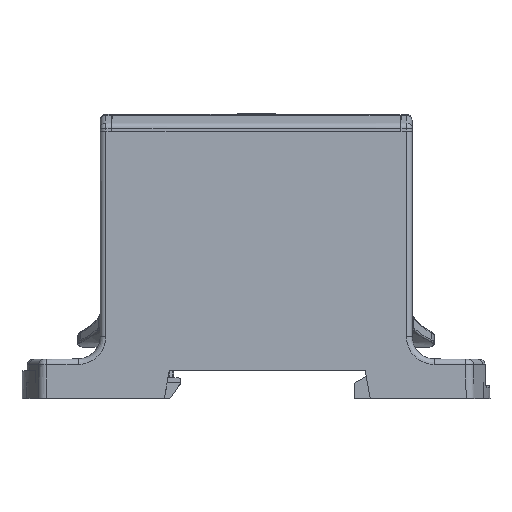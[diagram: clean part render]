
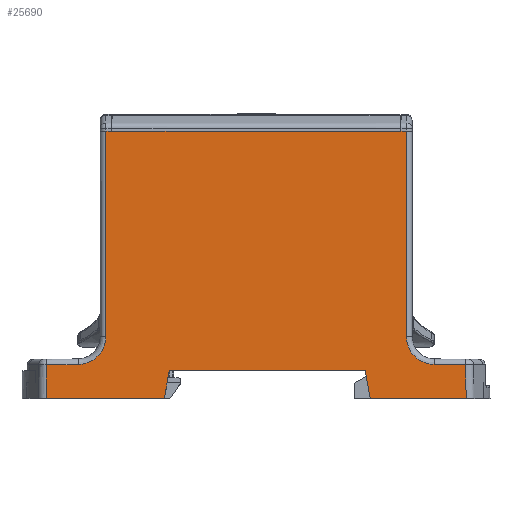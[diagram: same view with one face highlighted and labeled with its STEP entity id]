
A CAD part, top view. The second image highlights one B-rep face of the part: STEP entity #25690.
In plain terms, the highlighted planar face has unit normal (0, 0.009, 1).
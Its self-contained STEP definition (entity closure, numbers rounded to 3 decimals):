
#823=B_SPLINE_CURVE_WITH_KNOTS('',3,(#49120,#49121,#49122,#49123,#49124,
#49125,#49126,#49127),.UNSPECIFIED.,.F.,.F.,(4,1,1,1,1,4),(-1.571,
-1.348,-0.991,-0.705,-0.419,
-0.009),.UNSPECIFIED.);
#824=B_SPLINE_CURVE_WITH_KNOTS('',3,(#49186,#49187,#49188,#49189,#49190,
#49191,#49192,#49193),.UNSPECIFIED.,.F.,.F.,(4,1,1,1,1,4),(0.009,
0.232,0.589,0.875,1.16,1.571),
 .UNSPECIFIED.);
#1782=PLANE('',#27095);
#3055=FACE_OUTER_BOUND('',#4375,.T.);
#4375=EDGE_LOOP('',(#22993,#22994,#22995,#22996,#22997,#22998,#22999,#23000,
#23001,#23002,#23003,#23004,#23005,#23006,#23007,#23008,#23009,#23010,#23011,
#23012,#23013));
#4454=LINE('',#33028,#7340);
#4492=LINE('',#33113,#7378);
#4523=LINE('',#33192,#7409);
#7211=LINE('',#49077,#10097);
#7212=LINE('',#49129,#10098);
#7213=LINE('',#49132,#10099);
#7215=LINE('',#49137,#10101);
#7217=LINE('',#49140,#10103);
#7218=LINE('',#49143,#10104);
#7219=LINE('',#49196,#10105);
#7220=LINE('',#49199,#10106);
#7221=LINE('',#49200,#10107);
#7222=LINE('',#49202,#10108);
#7223=LINE('',#49204,#10109);
#7225=LINE('',#49208,#10111);
#7226=LINE('',#49209,#10112);
#7228=LINE('',#49212,#10114);
#7260=LINE('',#49278,#10146);
#7261=LINE('',#49280,#10147);
#7340=VECTOR('',#27286,0.1);
#7378=VECTOR('',#27358,21.231);
#7409=VECTOR('',#27421,35.2);
#10097=VECTOR('',#32655,36.905);
#10098=VECTOR('',#32660,5.666);
#10099=VECTOR('',#32663,6.048);
#10101=VECTOR('',#32669,17.231);
#10103=VECTOR('',#32673,4.062);
#10104=VECTOR('',#32676,5.664);
#10105=VECTOR('',#32683,36.905);
#10106=VECTOR('',#32686,0.01);
#10107=VECTOR('',#32687,1.);
#10108=VECTOR('',#32690,51.8);
#10109=VECTOR('',#32693,0.1);
#10111=VECTOR('',#32697,0.01);
#10112=VECTOR('',#32698,1.);
#10114=VECTOR('',#32702,1.015);
#10146=VECTOR('',#32778,6.048);
#10147=VECTOR('',#32781,5.077);
#10256=VERTEX_POINT('',#32907);
#10296=VERTEX_POINT('',#33025);
#10297=VERTEX_POINT('',#33027);
#10326=VERTEX_POINT('',#33110);
#10327=VERTEX_POINT('',#33112);
#10358=VERTEX_POINT('',#33189);
#10359=VERTEX_POINT('',#33191);
#12429=VERTEX_POINT('',#48616);
#12444=VERTEX_POINT('',#48696);
#12447=VERTEX_POINT('',#48712);
#12449=VERTEX_POINT('',#48720);
#12450=VERTEX_POINT('',#48724);
#12475=VERTEX_POINT('',#49063);
#12476=VERTEX_POINT('',#49075);
#12477=VERTEX_POINT('',#49118);
#12478=VERTEX_POINT('',#49131);
#12479=VERTEX_POINT('',#49136);
#12480=VERTEX_POINT('',#49142);
#12481=VERTEX_POINT('',#49185);
#12482=VERTEX_POINT('',#49198);
#12483=VERTEX_POINT('',#49207);
#12603=EDGE_CURVE('',#10297,#10296,#4454,.T.);
#12645=EDGE_CURVE('',#10326,#10327,#4492,.T.);
#12684=EDGE_CURVE('',#10358,#10359,#4523,.T.);
#15949=EDGE_CURVE('',#12449,#12476,#7211,.T.);
#15951=EDGE_CURVE('',#12476,#12477,#823,.T.);
#15952=EDGE_CURVE('',#12429,#12477,#7212,.T.);
#15953=EDGE_CURVE('',#12478,#12429,#7213,.T.);
#15956=EDGE_CURVE('',#12478,#12479,#7215,.T.);
#15958=EDGE_CURVE('',#12450,#12479,#7217,.T.);
#15959=EDGE_CURVE('',#12480,#12475,#7218,.T.);
#15961=EDGE_CURVE('',#12481,#12480,#824,.T.);
#15963=EDGE_CURVE('',#12481,#12444,#7219,.T.);
#15964=EDGE_CURVE('',#10296,#12482,#7220,.T.);
#15965=EDGE_CURVE('',#12482,#12444,#7221,.T.);
#15966=EDGE_CURVE('',#10297,#10256,#7222,.T.);
#15967=EDGE_CURVE('',#12447,#10256,#7223,.T.);
#15969=EDGE_CURVE('',#12447,#12483,#7225,.T.);
#15970=EDGE_CURVE('',#12449,#12483,#7226,.T.);
#15972=EDGE_CURVE('',#10358,#12450,#7228,.T.);
#16006=EDGE_CURVE('',#12475,#10327,#7260,.T.);
#16007=EDGE_CURVE('',#10326,#10359,#7261,.T.);
#22993=ORIENTED_EDGE('',*,*,#15969,.F.);
#22994=ORIENTED_EDGE('',*,*,#15967,.T.);
#22995=ORIENTED_EDGE('',*,*,#15966,.F.);
#22996=ORIENTED_EDGE('',*,*,#12603,.T.);
#22997=ORIENTED_EDGE('',*,*,#15964,.T.);
#22998=ORIENTED_EDGE('',*,*,#15965,.T.);
#22999=ORIENTED_EDGE('',*,*,#15963,.F.);
#23000=ORIENTED_EDGE('',*,*,#15961,.T.);
#23001=ORIENTED_EDGE('',*,*,#15959,.T.);
#23002=ORIENTED_EDGE('',*,*,#16006,.T.);
#23003=ORIENTED_EDGE('',*,*,#12645,.F.);
#23004=ORIENTED_EDGE('',*,*,#16007,.T.);
#23005=ORIENTED_EDGE('',*,*,#12684,.F.);
#23006=ORIENTED_EDGE('',*,*,#15972,.T.);
#23007=ORIENTED_EDGE('',*,*,#15958,.T.);
#23008=ORIENTED_EDGE('',*,*,#15956,.F.);
#23009=ORIENTED_EDGE('',*,*,#15953,.T.);
#23010=ORIENTED_EDGE('',*,*,#15952,.T.);
#23011=ORIENTED_EDGE('',*,*,#15951,.F.);
#23012=ORIENTED_EDGE('',*,*,#15949,.F.);
#23013=ORIENTED_EDGE('',*,*,#15970,.T.);
#25690=ADVANCED_FACE('',(#3055),#1782,.T.);
#27095=AXIS2_PLACEMENT_3D('',#49279,#32779,#32780);
#27286=DIRECTION('',(-1.,0.,0.));
#27358=DIRECTION('',(-1.,0.,0.));
#27421=DIRECTION('',(-1.,0.,0.));
#32655=DIRECTION('',(0.,-1.,0.009));
#32660=DIRECTION('',(-1.,0.009,0.));
#32663=DIRECTION('',(-0.015,1.,-0.009));
#32669=DIRECTION('',(-1.,0.,0.));
#32673=DIRECTION('',(0.174,-0.985,0.009));
#32676=DIRECTION('',(-1.,-0.009,0.));
#32683=DIRECTION('',(0.,1.,-0.009));
#32686=DIRECTION('',(0.009,-1.,0.022));
#32687=DIRECTION('',(-1.,0.,0.));
#32690=DIRECTION('',(1.,0.,0.));
#32693=DIRECTION('',(-1.,0.,0.));
#32697=DIRECTION('',(-0.009,-1.,0.022));
#32698=DIRECTION('',(-1.,0.,0.));
#32702=DIRECTION('',(0.174,-0.985,0.009));
#32778=DIRECTION('',(-0.015,-1.,0.009));
#32779=DIRECTION('center_axis',(0.,0.009,1.));
#32780=DIRECTION('ref_axis',(1.,0.,0.));
#32781=DIRECTION('',(0.174,0.985,-0.009));
#32907=CARTESIAN_POINT('',(25.9,48.005,12.));
#33025=CARTESIAN_POINT('',(-26.,48.01,12.));
#33027=CARTESIAN_POINT('',(-25.9,48.005,12.));
#33028=CARTESIAN_POINT('',(-24.,48.01,12.));
#33110=CARTESIAN_POINT('',(-16.482,0.,12.419));
#33112=CARTESIAN_POINT('',(-37.713,0.,12.419));
#33113=CARTESIAN_POINT('',(-16.482,0.,12.419));
#33189=CARTESIAN_POINT('',(19.6,5.,12.375));
#33191=CARTESIAN_POINT('',(-15.6,5.,12.375));
#33192=CARTESIAN_POINT('',(19.6,5.,12.375));
#48616=CARTESIAN_POINT('',(37.623,6.047,12.366));
#48696=CARTESIAN_POINT('',(-27.,48.,12.));
#48712=CARTESIAN_POINT('',(26.,48.01,12.));
#48720=CARTESIAN_POINT('',(27.,48.,12.));
#48724=CARTESIAN_POINT('',(19.776,4.,12.384));
#49063=CARTESIAN_POINT('',(-37.62,6.047,12.366));
#49075=CARTESIAN_POINT('',(26.999,11.096,12.322));
#49077=CARTESIAN_POINT('',(27.,48.,12.));
#49118=CARTESIAN_POINT('',(31.956,6.096,12.366));
#49120=CARTESIAN_POINT('Ctrl Pts',(26.998,11.096,12.322));
#49121=CARTESIAN_POINT('Ctrl Pts',(26.998,10.724,12.325));
#49122=CARTESIAN_POINT('Ctrl Pts',(27.106,9.757,12.334));
#49123=CARTESIAN_POINT('Ctrl Pts',(27.679,8.406,12.346));
#49124=CARTESIAN_POINT('Ctrl Pts',(28.716,7.236,12.356));
#49125=CARTESIAN_POINT('Ctrl Pts',(30.113,6.351,12.363));
#49126=CARTESIAN_POINT('Ctrl Pts',(31.272,6.104,12.366));
#49127=CARTESIAN_POINT('Ctrl Pts',(31.956,6.096,12.366));
#49129=CARTESIAN_POINT('',(37.62,6.047,12.366));
#49131=CARTESIAN_POINT('',(37.713,0.,12.419));
#49132=CARTESIAN_POINT('',(37.713,0.,12.419));
#49136=CARTESIAN_POINT('',(20.482,0.,12.419));
#49137=CARTESIAN_POINT('',(37.713,0.,12.419));
#49140=CARTESIAN_POINT('',(19.776,4.,12.384));
#49142=CARTESIAN_POINT('',(-31.956,6.096,12.366));
#49143=CARTESIAN_POINT('',(-31.956,6.096,12.366));
#49185=CARTESIAN_POINT('',(-26.999,11.096,12.322));
#49186=CARTESIAN_POINT('Ctrl Pts',(-26.998,11.096,12.322));
#49187=CARTESIAN_POINT('Ctrl Pts',(-26.998,10.724,12.325));
#49188=CARTESIAN_POINT('Ctrl Pts',(-27.107,9.757,12.334));
#49189=CARTESIAN_POINT('Ctrl Pts',(-27.679,8.406,12.346));
#49190=CARTESIAN_POINT('Ctrl Pts',(-28.716,7.236,12.356));
#49191=CARTESIAN_POINT('Ctrl Pts',(-30.113,6.351,12.363));
#49192=CARTESIAN_POINT('Ctrl Pts',(-31.272,6.104,12.366));
#49193=CARTESIAN_POINT('Ctrl Pts',(-31.956,6.096,12.366));
#49196=CARTESIAN_POINT('',(-27.,11.096,12.322));
#49198=CARTESIAN_POINT('',(-26.,48.,12.));
#49199=CARTESIAN_POINT('',(-26.,48.01,12.));
#49200=CARTESIAN_POINT('',(-26.,48.,12.));
#49202=CARTESIAN_POINT('',(-8.858,48.,12.));
#49204=CARTESIAN_POINT('',(-24.,48.01,12.));
#49207=CARTESIAN_POINT('',(26.,48.,12.));
#49208=CARTESIAN_POINT('',(26.,48.01,12.));
#49209=CARTESIAN_POINT('',(27.,48.,12.));
#49212=CARTESIAN_POINT('',(19.6,5.,12.375));
#49278=CARTESIAN_POINT('',(-37.62,6.047,12.366));
#49279=CARTESIAN_POINT('Origin',(-17.716,20.964,12.236));
#49280=CARTESIAN_POINT('',(-16.482,0.,12.419));
